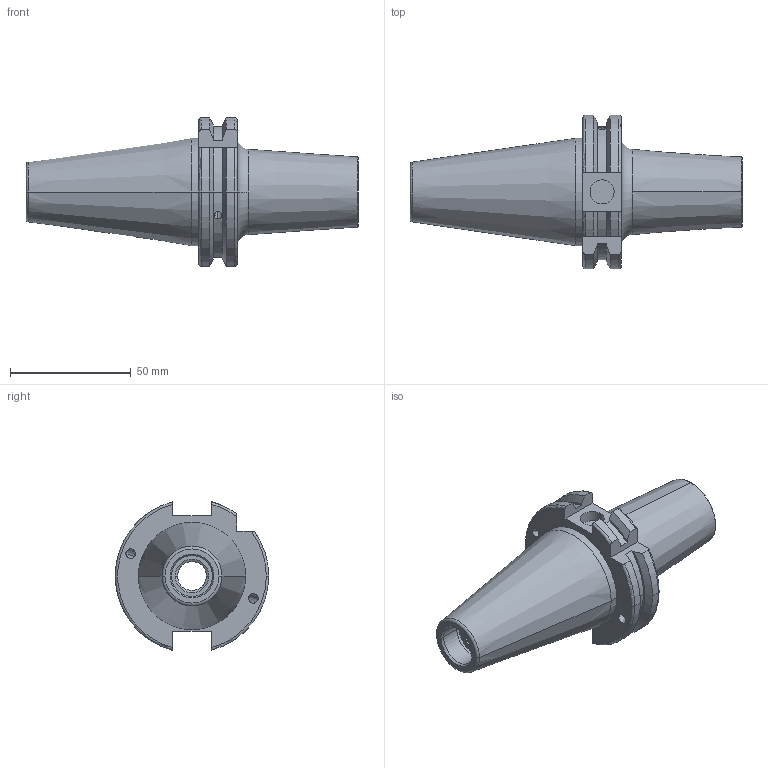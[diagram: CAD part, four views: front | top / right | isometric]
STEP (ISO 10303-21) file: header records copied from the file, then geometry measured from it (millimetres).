
FILE_DESCRIPTION (( 'STEP AP203' ), '1' );
FILE_NAME ('SK40TMH16069FWW.STEP', '2020-05-14T03:53:29', ( '' ), ( '' ), 'SwSTEP 2.0', 'SolidWorks 2018', '' );
FILE_SCHEMA (( 'CONFIG_CONTROL_DESIGN' ));
Length unit declared in the file: millimetre
Products named in the file (1): SK40TMH16069FWW
Bounding box: 137.5 x 63.55 x 61.48 mm (x, y, z)
Volume: 134478.4 mm3; surface area: 27808 mm2
Topology: 1 solids, 1 shells, 102 faces, 257 edges, 165 vertices
Faces by surface type: cylinder 34, plane 30, cone 20, torus 14, bspline 4
Entity records: 3523 total; most frequent: CARTESIAN_POINT 963, DIRECTION 530, ORIENTED_EDGE 514, EDGE_CURVE 257, AXIS2_PLACEMENT_3D 214, VERTEX_POINT 165, EDGE_LOOP 120, CIRCLE 115
